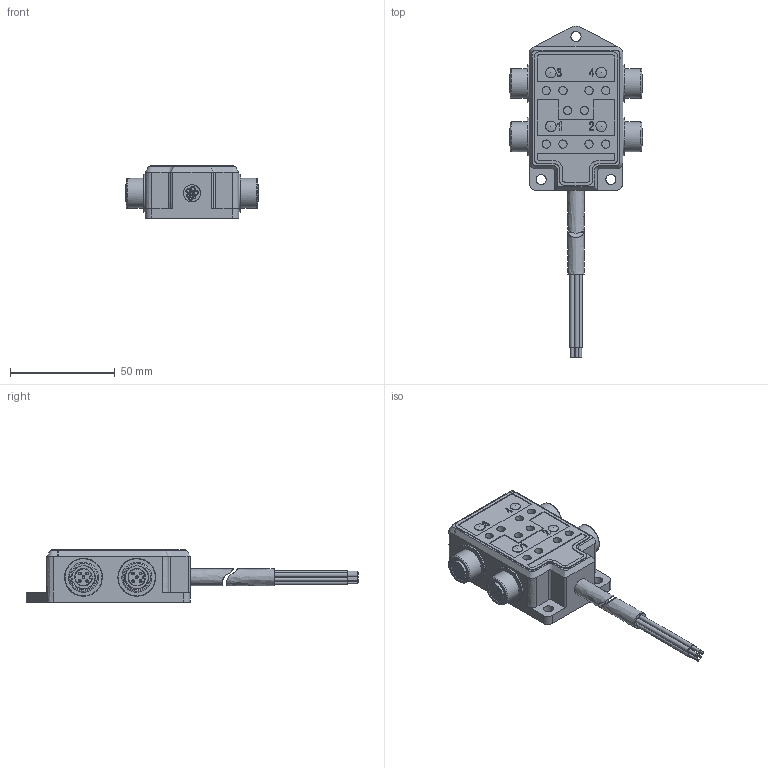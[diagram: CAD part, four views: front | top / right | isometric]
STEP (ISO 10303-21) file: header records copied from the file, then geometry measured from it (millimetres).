
FILE_DESCRIPTION( ('This file contains a STEP AP42 implementation' ,'as created by ZW3D STEP Interface translator.') ,'2;1' );
FILE_NAME( 'ASSR4-5-3XX-10XX.stp' ,'211223.12 032', (''), ('ZWCAD Software Co.'), 'Version 1.0', 'ZW3D to STEP translator', '' );
FILE_SCHEMA(('AUTOMOTIVE_DESIGN'));
Length unit declared in the file: millimetre
Products named in the file (2): 0; ASSR4-5-3XX-10XX
Bounding box: 63.5 x 158.2 x 25 mm (x, y, z)
Volume: 75651.4 mm3; surface area: 20432.6 mm2
Topology: 2 solids, 2 shells, 504 faces, 1297 edges, 897 vertices
Faces by surface type: bspline 504
Entity records: 34506 total; most frequent: CARTESIAN_POINT 26430, ORIENTED_EDGE 2558, EDGE_CURVE 1279, VERTEX_POINT 881, B_SPLINE_CURVE_WITH_KNOTS 818, EDGE_LOOP 612, FACE_OUTER_BOUND 504, ADVANCED_FACE 504
